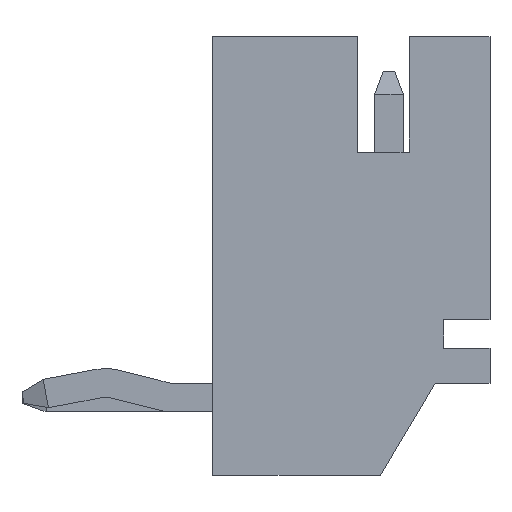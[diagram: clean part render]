
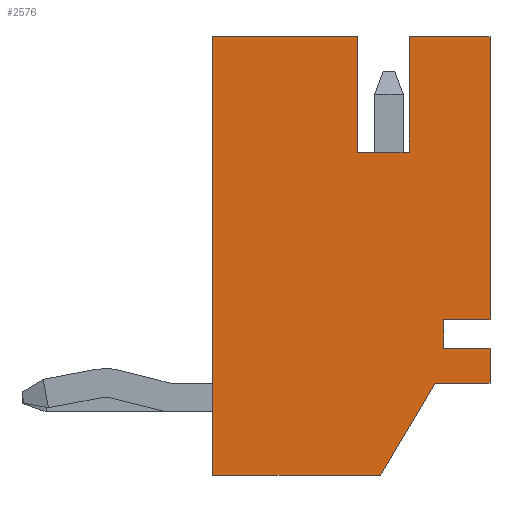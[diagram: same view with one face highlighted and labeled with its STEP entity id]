
A CAD part, left-side view. The second image highlights one B-rep face of the part: STEP entity #2576.
In plain terms, the highlighted planar face has unit normal (-1, 0, 0).
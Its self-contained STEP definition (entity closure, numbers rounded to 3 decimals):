
#304=ORIENTED_EDGE('',*,*,#997,.F.);
#305=ORIENTED_EDGE('',*,*,#998,.F.);
#306=ORIENTED_EDGE('',*,*,#999,.F.);
#307=ORIENTED_EDGE('',*,*,#1000,.T.);
#308=ORIENTED_EDGE('',*,*,#956,.T.);
#309=ORIENTED_EDGE('',*,*,#1001,.F.);
#310=ORIENTED_EDGE('',*,*,#1002,.F.);
#311=ORIENTED_EDGE('',*,*,#939,.T.);
#312=ORIENTED_EDGE('',*,*,#865,.T.);
#313=ORIENTED_EDGE('',*,*,#1003,.T.);
#314=ORIENTED_EDGE('',*,*,#1004,.T.);
#315=ORIENTED_EDGE('',*,*,#1005,.T.);
#316=ORIENTED_EDGE('',*,*,#964,.T.);
#317=ORIENTED_EDGE('',*,*,#961,.T.);
#865=EDGE_CURVE('',#1235,#1234,#1480,.T.);
#939=EDGE_CURVE('',#1291,#1235,#1549,.T.);
#956=EDGE_CURVE('',#1302,#1301,#1565,.T.);
#961=EDGE_CURVE('',#1307,#1306,#1570,.T.);
#964=EDGE_CURVE('',#1309,#1307,#1573,.T.);
#997=EDGE_CURVE('',#1333,#1306,#1606,.T.);
#998=EDGE_CURVE('',#1334,#1333,#1607,.T.);
#999=EDGE_CURVE('',#1335,#1334,#1608,.T.);
#1000=EDGE_CURVE('',#1335,#1302,#1609,.T.);
#1001=EDGE_CURVE('',#1336,#1301,#1610,.T.);
#1002=EDGE_CURVE('',#1291,#1336,#1611,.T.);
#1003=EDGE_CURVE('',#1234,#1337,#1612,.T.);
#1004=EDGE_CURVE('',#1337,#1338,#1613,.T.);
#1005=EDGE_CURVE('',#1338,#1309,#1614,.T.);
#1234=VERTEX_POINT('',#3644);
#1235=VERTEX_POINT('',#3646);
#1291=VERTEX_POINT('',#3793);
#1301=VERTEX_POINT('',#3825);
#1302=VERTEX_POINT('',#3827);
#1306=VERTEX_POINT('',#3836);
#1307=VERTEX_POINT('',#3838);
#1309=VERTEX_POINT('',#3844);
#1333=VERTEX_POINT('',#3905);
#1334=VERTEX_POINT('',#3907);
#1335=VERTEX_POINT('',#3909);
#1336=VERTEX_POINT('',#3912);
#1337=VERTEX_POINT('',#3915);
#1338=VERTEX_POINT('',#3917);
#1480=LINE('',#3645,#1829);
#1549=LINE('',#3792,#1898);
#1565=LINE('',#3826,#1914);
#1570=LINE('',#3837,#1919);
#1573=LINE('',#3843,#1922);
#1606=LINE('',#3904,#1955);
#1607=LINE('',#3906,#1956);
#1608=LINE('',#3908,#1957);
#1609=LINE('',#3910,#1958);
#1610=LINE('',#3911,#1959);
#1611=LINE('',#3913,#1960);
#1612=LINE('',#3914,#1961);
#1613=LINE('',#3916,#1962);
#1614=LINE('',#3918,#1963);
#1829=VECTOR('',#2933,1000.);
#1898=VECTOR('',#3046,1000.);
#1914=VECTOR('',#3076,1000.);
#1919=VECTOR('',#3083,1000.);
#1922=VECTOR('',#3088,1000.);
#1955=VECTOR('',#3129,1000.);
#1956=VECTOR('',#3130,1000.);
#1957=VECTOR('',#3131,1000.);
#1958=VECTOR('',#3132,1000.);
#1959=VECTOR('',#3133,1000.);
#1960=VECTOR('',#3134,1000.);
#1961=VECTOR('',#3135,1000.);
#1962=VECTOR('',#3136,1000.);
#1963=VECTOR('',#3137,1000.);
#2172=EDGE_LOOP('',(#304,#305,#306,#307,#308,#309,#310,#311,#312,#313,#314,
#315,#316,#317));
#2315=FACE_BOUND('',#2172,.T.);
#2453=PLANE('',#2755);
#2576=ADVANCED_FACE('',(#2315),#2453,.T.);
#2755=AXIS2_PLACEMENT_3D('',#3903,#3127,#3128);
#2933=DIRECTION('',(0.,0.,1.));
#3046=DIRECTION('',(0.,-1.,0.));
#3076=DIRECTION('',(0.,0.,-1.));
#3083=DIRECTION('',(0.,1.,0.));
#3088=DIRECTION('',(0.,0.,1.));
#3127=DIRECTION('',(-1.,0.,0.));
#3128=DIRECTION('',(0.,0.,1.));
#3129=DIRECTION('',(0.,0.,1.));
#3130=DIRECTION('',(0.,-1.,0.));
#3131=DIRECTION('',(0.,0.,-1.));
#3132=DIRECTION('',(0.,1.,0.));
#3133=DIRECTION('',(0.,1.,0.));
#3134=DIRECTION('',(0.,0.511,-0.86));
#3135=DIRECTION('',(0.,1.,0.));
#3136=DIRECTION('',(0.,0.,1.));
#3137=DIRECTION('',(0.,-1.,0.));
#3644=CARTESIAN_POINT('',(-4.,-2.4,-2.4));
#3645=CARTESIAN_POINT('',(-4.,-2.4,-3.));
#3646=CARTESIAN_POINT('',(-4.,-2.4,-3.));
#3792=CARTESIAN_POINT('',(-4.,2.4,-3.));
#3793=CARTESIAN_POINT('',(-4.,-1.45,-3.));
#3825=CARTESIAN_POINT('',(-4.,2.4,-4.6));
#3826=CARTESIAN_POINT('',(-4.,2.4,3.));
#3827=CARTESIAN_POINT('',(-4.,2.4,3.));
#3836=CARTESIAN_POINT('',(-4.,-1.,3.));
#3837=CARTESIAN_POINT('',(-4.,-2.4,3.));
#3838=CARTESIAN_POINT('',(-4.,-2.4,3.));
#3843=CARTESIAN_POINT('',(-4.,-2.4,-3.));
#3844=CARTESIAN_POINT('',(-4.,-2.4,-1.9));
#3903=CARTESIAN_POINT('',(-4.,0.,0.));
#3904=CARTESIAN_POINT('',(-4.,-1.,1.));
#3905=CARTESIAN_POINT('',(-4.,-1.,1.));
#3906=CARTESIAN_POINT('',(-4.,-0.1,1.));
#3907=CARTESIAN_POINT('',(-4.,-0.1,1.));
#3908=CARTESIAN_POINT('',(-4.,-0.1,3.));
#3909=CARTESIAN_POINT('',(-4.,-0.1,3.));
#3910=CARTESIAN_POINT('',(-4.,-2.4,3.));
#3911=CARTESIAN_POINT('',(-4.,-0.5,-4.6));
#3912=CARTESIAN_POINT('',(-4.,-0.5,-4.6));
#3913=CARTESIAN_POINT('',(-4.,-1.45,-3.));
#3914=CARTESIAN_POINT('',(-4.,0.,-2.4));
#3915=CARTESIAN_POINT('',(-4.,-1.6,-2.4));
#3916=CARTESIAN_POINT('',(-4.,-1.6,0.));
#3917=CARTESIAN_POINT('',(-4.,-1.6,-1.9));
#3918=CARTESIAN_POINT('',(-4.,0.,-1.9));
